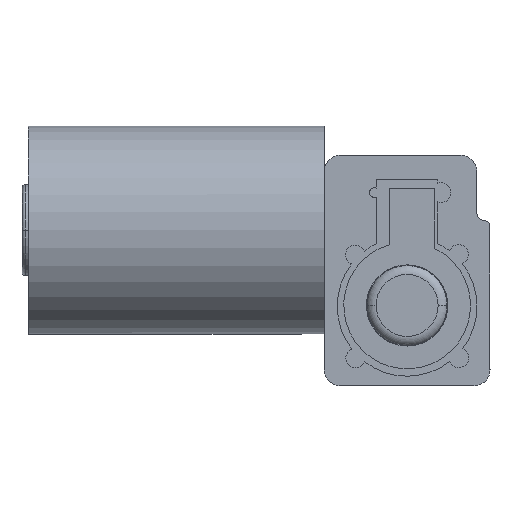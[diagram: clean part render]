
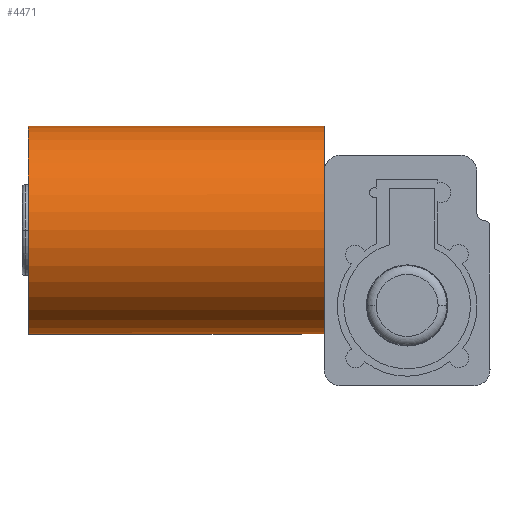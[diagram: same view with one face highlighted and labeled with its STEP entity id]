
A CAD part, front view. The second image highlights one B-rep face of the part: STEP entity #4471.
In plain terms, the highlighted cylindrical face has radius 32 mm (diameter 64 mm), a partial arc.
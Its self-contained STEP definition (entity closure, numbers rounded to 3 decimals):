
#4277=CARTESIAN_POINT('',(0.,0.,0.));
#4278=DIRECTION('',(0.,1.,0.));
#4279=DIRECTION('',(1.,0.,0.));
#4280=AXIS2_PLACEMENT_3D('',#4277,#4278,#4279);
#4287=DIRECTION('',(0.,1.,0.));
#4288=VECTOR('',#4287,91.);
#4289=CARTESIAN_POINT('',(32.,0.,0.));
#4290=LINE('',#4289,#4288);
#4291=DIRECTION('',(0.,1.,0.));
#4292=VECTOR('',#4291,91.);
#4293=CARTESIAN_POINT('',(-32.,0.,0.));
#4294=LINE('',#4293,#4292);
#4295=CARTESIAN_POINT('',(0.,91.,0.));
#4296=DIRECTION('',(0.,1.,0.));
#4297=DIRECTION('',(1.,0.,0.));
#4298=AXIS2_PLACEMENT_3D('',#4295,#4296,#4297);
#4409=CARTESIAN_POINT('',(32.,0.,0.));
#4410=CARTESIAN_POINT('',(-32.,0.,0.));
#4411=VERTEX_POINT('',#4409);
#4412=VERTEX_POINT('',#4410);
#4413=CARTESIAN_POINT('',(32.,91.,0.));
#4414=CARTESIAN_POINT('',(-32.,91.,0.));
#4415=VERTEX_POINT('',#4413);
#4416=VERTEX_POINT('',#4414);
#4457=CARTESIAN_POINT('',(0.,0.,0.));
#4458=DIRECTION('',(0.,1.,0.));
#4459=DIRECTION('',(1.,0.,0.));
#4460=AXIS2_PLACEMENT_3D('',#4457,#4458,#4459);
#4461=CYLINDRICAL_SURFACE('',#4460,32.);
#4462=ORIENTED_EDGE('',*,*,#4450,.F.);
#4464=ORIENTED_EDGE('',*,*,#4463,.T.);
#4466=ORIENTED_EDGE('',*,*,#4465,.T.);
#4468=ORIENTED_EDGE('',*,*,#4467,.F.);
#4469=EDGE_LOOP('',(#4462,#4464,#4466,#4468));
#4470=FACE_OUTER_BOUND('',#4469,.F.);
#4281=CIRCLE('',#4280,32.);
#4299=CIRCLE('',#4298,32.);
#4450=EDGE_CURVE('',#4411,#4412,#4281,.T.);
#4463=EDGE_CURVE('',#4411,#4415,#4290,.T.);
#4465=EDGE_CURVE('',#4415,#4416,#4299,.T.);
#4467=EDGE_CURVE('',#4412,#4416,#4294,.T.);
#4471=ADVANCED_FACE('',(#4470),#4461,.T.);
